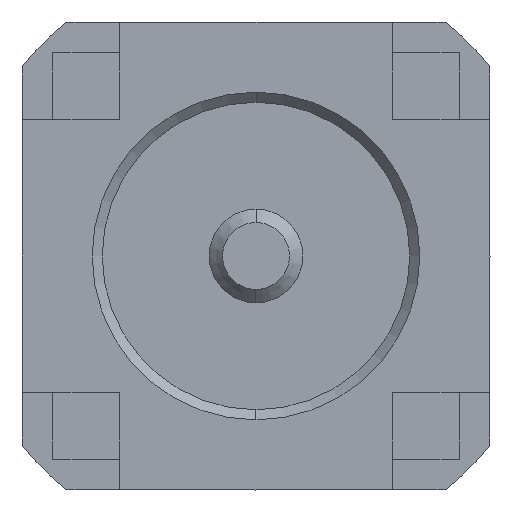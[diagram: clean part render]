
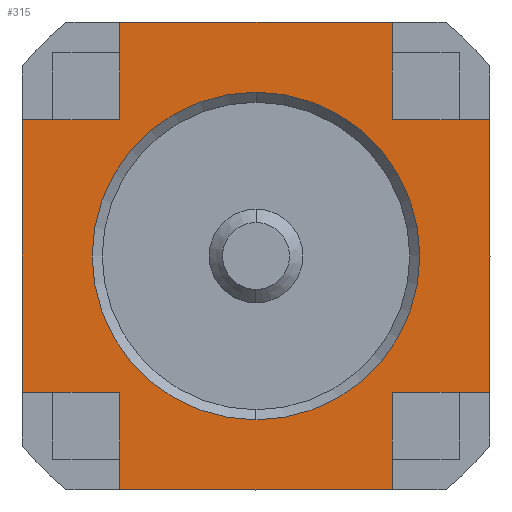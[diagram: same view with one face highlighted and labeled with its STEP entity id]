
A CAD part, front view. The second image highlights one B-rep face of the part: STEP entity #315.
In plain terms, the highlighted planar face has unit normal (0, -1, 0).
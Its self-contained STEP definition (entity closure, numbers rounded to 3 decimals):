
#37 = ORIENTED_EDGE ( 'NONE', *, *, #1794, .F. ) ;
#40 = EDGE_CURVE ( 'NONE', #416, #1679, #496, .T. ) ;
#52 = EDGE_CURVE ( 'NONE', #608, #1057, #1841, .T. ) ;
#172 = DIRECTION ( 'NONE',  ( -1., 0., 0. ) ) ;
#182 = CARTESIAN_POINT ( 'NONE',  ( 1.75, 0.69, -1.02 ) ) ;
#188 = VERTEX_POINT ( 'NONE', #182 ) ;
#217 = VECTOR ( 'NONE', #1350, 1000. ) ;
#220 = DIRECTION ( 'NONE',  ( 0., -1., 0. ) ) ;
#234 = LINE ( 'NONE', #959, #641 ) ;
#239 = VERTEX_POINT ( 'NONE', #1013 ) ;
#274 = CARTESIAN_POINT ( 'NONE',  ( -1.02, 0.69, -1.75 ) ) ;
#275 = CARTESIAN_POINT ( 'NONE',  ( 1.02, 0.69, 1.02 ) ) ;
#297 = CIRCLE ( 'NONE', #341, 1.225 ) ;
#310 = VERTEX_POINT ( 'NONE', #664 ) ;
#315 = ADVANCED_FACE ( 'NONE', ( #1921, #2249 ), #991, .T. ) ;
#316 = CARTESIAN_POINT ( 'NONE',  ( -1.75, 0.69, 1.02 ) ) ;
#341 = AXIS2_PLACEMENT_3D ( 'NONE', #1696, #220, #2066 ) ;
#354 = ORIENTED_EDGE ( 'NONE', *, *, #629, .F. ) ;
#359 = LINE ( 'NONE', #1081, #1155 ) ;
#373 = DIRECTION ( 'NONE',  ( 0., -1., 0. ) ) ;
#396 = ORIENTED_EDGE ( 'NONE', *, *, #2184, .F. ) ;
#416 = VERTEX_POINT ( 'NONE', #729 ) ;
#427 = CARTESIAN_POINT ( 'NONE',  ( 1.02, 0.69, 1.75 ) ) ;
#441 = DIRECTION ( 'NONE',  ( 0., 0., -1. ) ) ;
#444 = ORIENTED_EDGE ( 'NONE', *, *, #958, .F. ) ;
#471 = ORIENTED_EDGE ( 'NONE', *, *, #52, .F. ) ;
#492 = VECTOR ( 'NONE', #1900, 1000. ) ;
#496 = LINE ( 'NONE', #316, #501 ) ;
#500 = DIRECTION ( 'NONE',  ( 0., 0., -1. ) ) ;
#501 = VECTOR ( 'NONE', #1041, 1000. ) ;
#526 = CARTESIAN_POINT ( 'NONE',  ( 1.02, 0.69, 1.75 ) ) ;
#553 = EDGE_LOOP ( 'NONE', ( #471, #396 ) ) ;
#607 = VECTOR ( 'NONE', #1173, 1000. ) ;
#608 = VERTEX_POINT ( 'NONE', #621 ) ;
#621 = CARTESIAN_POINT ( 'NONE',  ( 0., 0.69, 1.225 ) ) ;
#624 = ORIENTED_EDGE ( 'NONE', *, *, #1464, .F. ) ;
#626 = CARTESIAN_POINT ( 'NONE',  ( 1.02, 0.69, -1.75 ) ) ;
#629 = EDGE_CURVE ( 'NONE', #2154, #1439, #1510, .T. ) ;
#633 = CARTESIAN_POINT ( 'NONE',  ( -1.02, 0.69, 1.02 ) ) ;
#641 = VECTOR ( 'NONE', #1706, 1000. ) ;
#664 = CARTESIAN_POINT ( 'NONE',  ( -1.75, 0.69, -1.02 ) ) ;
#694 = EDGE_CURVE ( 'NONE', #1679, #2173, #1351, .T. ) ;
#728 = VECTOR ( 'NONE', #1210, 1000. ) ;
#729 = CARTESIAN_POINT ( 'NONE',  ( -1.75, 0.69, 1.02 ) ) ;
#797 = LINE ( 'NONE', #2244, #217 ) ;
#824 = VERTEX_POINT ( 'NONE', #275 ) ;
#877 = AXIS2_PLACEMENT_3D ( 'NONE', #2011, #373, #922 ) ;
#889 = LINE ( 'NONE', #1938, #728 ) ;
#892 = ORIENTED_EDGE ( 'NONE', *, *, #1882, .F. ) ;
#922 = DIRECTION ( 'NONE',  ( 0., 0., -1. ) ) ;
#958 = EDGE_CURVE ( 'NONE', #1712, #188, #889, .T. ) ;
#959 = CARTESIAN_POINT ( 'NONE',  ( 1.75, 0.69, -1.02 ) ) ;
#991 = PLANE ( 'NONE',  #1102 ) ;
#1013 = CARTESIAN_POINT ( 'NONE',  ( 1.02, 0.69, -1.75 ) ) ;
#1041 = DIRECTION ( 'NONE',  ( 1., 0., 0. ) ) ;
#1057 = VERTEX_POINT ( 'NONE', #1444 ) ;
#1081 = CARTESIAN_POINT ( 'NONE',  ( -1.75, 0.69, -1.02 ) ) ;
#1102 = AXIS2_PLACEMENT_3D ( 'NONE', #1574, #1531, #1742 ) ;
#1122 = VECTOR ( 'NONE', #1343, 1000. ) ;
#1124 = ORIENTED_EDGE ( 'NONE', *, *, #40, .F. ) ;
#1143 = EDGE_CURVE ( 'NONE', #239, #2154, #1923, .T. ) ;
#1148 = CARTESIAN_POINT ( 'NONE',  ( -1.02, 0.69, -1.75 ) ) ;
#1149 = LINE ( 'NONE', #2090, #1896 ) ;
#1155 = VECTOR ( 'NONE', #1232, 1000. ) ;
#1173 = DIRECTION ( 'NONE',  ( 1., 0., 0. ) ) ;
#1210 = DIRECTION ( 'NONE',  ( 0., 0., -1. ) ) ;
#1219 = CARTESIAN_POINT ( 'NONE',  ( -1.02, 0.69, -1.02 ) ) ;
#1232 = DIRECTION ( 'NONE',  ( 0., 0., 1. ) ) ;
#1292 = DIRECTION ( 'NONE',  ( 0., 0., 1. ) ) ;
#1314 = CARTESIAN_POINT ( 'NONE',  ( -1.02, 0.69, 1.75 ) ) ;
#1343 = DIRECTION ( 'NONE',  ( -1., 0., 0. ) ) ;
#1350 = DIRECTION ( 'NONE',  ( 1., 0., 0. ) ) ;
#1351 = LINE ( 'NONE', #633, #2229 ) ;
#1354 = ORIENTED_EDGE ( 'NONE', *, *, #1454, .F. ) ;
#1382 = ORIENTED_EDGE ( 'NONE', *, *, #1143, .F. ) ;
#1418 = CARTESIAN_POINT ( 'NONE',  ( -1.02, 0.69, -1.02 ) ) ;
#1425 = LINE ( 'NONE', #526, #1608 ) ;
#1439 = VERTEX_POINT ( 'NONE', #1219 ) ;
#1444 = CARTESIAN_POINT ( 'NONE',  ( 0., 0.69, -1.225 ) ) ;
#1454 = EDGE_CURVE ( 'NONE', #310, #416, #359, .T. ) ;
#1464 = EDGE_CURVE ( 'NONE', #1439, #310, #1620, .T. ) ;
#1465 = CARTESIAN_POINT ( 'NONE',  ( 1.02, 0.69, -1.02 ) ) ;
#1490 = ORIENTED_EDGE ( 'NONE', *, *, #2222, .F. ) ;
#1510 = LINE ( 'NONE', #1148, #492 ) ;
#1531 = DIRECTION ( 'NONE',  ( 0., -1., 0. ) ) ;
#1574 = CARTESIAN_POINT ( 'NONE',  ( -1.75, 0.69, -1.75 ) ) ;
#1588 = EDGE_CURVE ( 'NONE', #2189, #824, #1425, .T. ) ;
#1608 = VECTOR ( 'NONE', #500, 1000. ) ;
#1620 = LINE ( 'NONE', #1418, #1827 ) ;
#1679 = VERTEX_POINT ( 'NONE', #2213 ) ;
#1696 = CARTESIAN_POINT ( 'NONE',  ( 0., 0.69, 0. ) ) ;
#1706 = DIRECTION ( 'NONE',  ( -1., 0., 0. ) ) ;
#1712 = VERTEX_POINT ( 'NONE', #1819 ) ;
#1742 = DIRECTION ( 'NONE',  ( 1., 0., 0. ) ) ;
#1794 = EDGE_CURVE ( 'NONE', #824, #1712, #1878, .T. ) ;
#1810 = ORIENTED_EDGE ( 'NONE', *, *, #1588, .F. ) ;
#1819 = CARTESIAN_POINT ( 'NONE',  ( 1.75, 0.69, 1.02 ) ) ;
#1827 = VECTOR ( 'NONE', #172, 1000. ) ;
#1830 = EDGE_LOOP ( 'NONE', ( #624, #354, #1382, #892, #2231, #444, #37, #1810, #1490, #2102, #1124, #1354 ) ) ;
#1841 = CIRCLE ( 'NONE', #877, 1.225 ) ;
#1878 = LINE ( 'NONE', #2274, #607 ) ;
#1882 = EDGE_CURVE ( 'NONE', #1995, #239, #1149, .T. ) ;
#1896 = VECTOR ( 'NONE', #441, 1000. ) ;
#1900 = DIRECTION ( 'NONE',  ( 0., 0., 1. ) ) ;
#1921 = FACE_OUTER_BOUND ( 'NONE', #1830, .T. ) ;
#1923 = LINE ( 'NONE', #626, #1122 ) ;
#1938 = CARTESIAN_POINT ( 'NONE',  ( 1.75, 0.69, 1.02 ) ) ;
#1995 = VERTEX_POINT ( 'NONE', #1465 ) ;
#2011 = CARTESIAN_POINT ( 'NONE',  ( 0., 0.69, 0. ) ) ;
#2066 = DIRECTION ( 'NONE',  ( 0., 0., -1. ) ) ;
#2090 = CARTESIAN_POINT ( 'NONE',  ( 1.02, 0.69, -1.02 ) ) ;
#2102 = ORIENTED_EDGE ( 'NONE', *, *, #694, .F. ) ;
#2154 = VERTEX_POINT ( 'NONE', #274 ) ;
#2173 = VERTEX_POINT ( 'NONE', #1314 ) ;
#2184 = EDGE_CURVE ( 'NONE', #1057, #608, #297, .T. ) ;
#2189 = VERTEX_POINT ( 'NONE', #427 ) ;
#2212 = EDGE_CURVE ( 'NONE', #188, #1995, #234, .T. ) ;
#2213 = CARTESIAN_POINT ( 'NONE',  ( -1.02, 0.69, 1.02 ) ) ;
#2222 = EDGE_CURVE ( 'NONE', #2173, #2189, #797, .T. ) ;
#2229 = VECTOR ( 'NONE', #1292, 1000. ) ;
#2231 = ORIENTED_EDGE ( 'NONE', *, *, #2212, .F. ) ;
#2244 = CARTESIAN_POINT ( 'NONE',  ( -1.02, 0.69, 1.75 ) ) ;
#2249 = FACE_BOUND ( 'NONE', #553, .T. ) ;
#2274 = CARTESIAN_POINT ( 'NONE',  ( 1.02, 0.69, 1.02 ) ) ;
